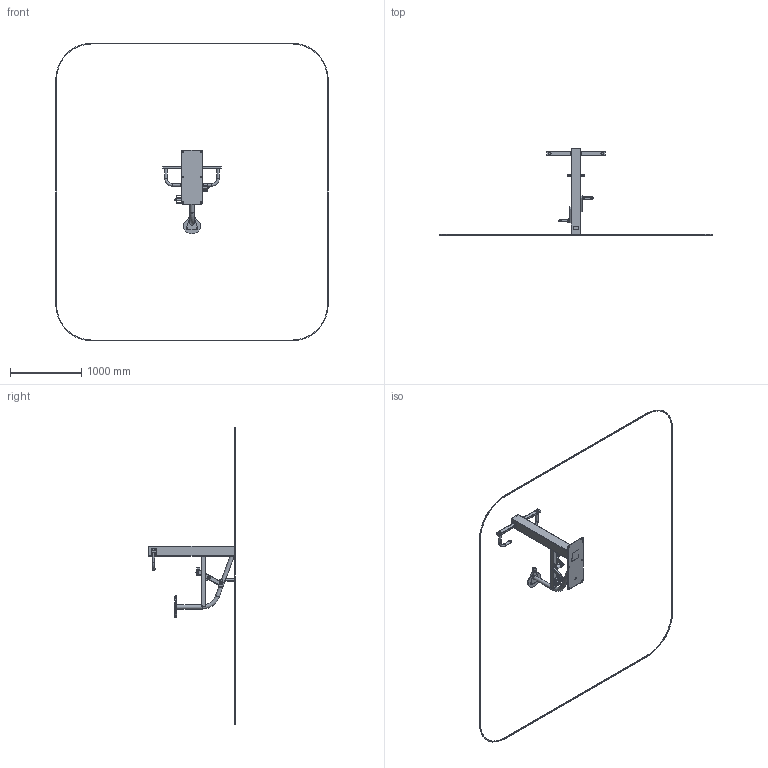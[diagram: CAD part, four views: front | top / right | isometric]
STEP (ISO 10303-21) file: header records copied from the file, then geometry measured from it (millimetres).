
FILE_DESCRIPTION(('STEP AP214'), '1');
FILE_NAME('襝樇馰歑_衵-22狉1', '', ('UNSPECIFIED'), ('UNSPECIFIED'), 'C3D Converter', 'C3D Toolkit', '');
FILE_SCHEMA(('AUTOMOTIVE_DESIGN { 1 0 10303 214 3 1 1}'));
Length unit declared in the file: millimetre
Products named in the file (55): УТ-22Н.1.14.00.00.00; УТ-18Н.1.14.02.00.00; УТ-18Н.1.14.01.02.00; УТ-18Н.1.14.01.01.01; УТ-19Н опора (2020); УТ-14Н.1.14.01.01.03; УТ-14.1.14.01.01.05-01; ММГН-202.01.03; УТ-10.1.14.00.02.02; УТС-03.04.02.00; КР-103.00.03.01; УТС-03.04.02.04; УТС-03.04.02.02; УТ-14.1.14.01.01.06; УТ-14.1.14.01.01.02; УТ-08.1.14.00.01.02; УТ-18Н.1.14.05.00.00; УТ-18Н.1.14.05.01.00; УТ-26Н.1.14.05.01.03; УТ-18Н.1.14.05.01.04; УТ-26Н.1.14.05.01.01; УТС-03.04.01.00; УТС-03.04.01.02; УТС-03.04.01.03; УТС-03.04.01.01; СВЧС; ФК-03.03
Assembly tree (98 placements, depth 6):
  УТ-22Н.1.14.00.00.00
    УТ-18Н.1.14.02.00.00
      УТ-18Н.1.14.01.02.00
        УТ-18Н.1.14.01.01.01
        УТ-19Н опора (2020)
        УТ-14Н.1.14.01.01.03
        УТ-14.1.14.01.01.05-01
        (unnamed)
          ММГН-202.01.03
          УТ-10.1.14.00.02.02
          УТС-03.04.02.00  x2
            КР-103.00.03.01
            (unnamed)
            УТС-03.04.02.04
            УТС-03.04.02.02
        УТ-14.1.14.01.01.06
        УТ-14.1.14.01.01.02  x2
        (unnamed)
        УТ-08.1.14.00.01.02
        УТ-18Н.1.14.05.00.00  x2
          УТ-18Н.1.14.05.01.00
            УТ-26Н.1.14.05.01.03
            УТ-18Н.1.14.05.01.04
            УТ-26Н.1.14.05.01.01
          (unnamed)
          (unnamed)
        (unnamed)  x8
        (unnamed)
      УТС-03.04.01.00  x2
        УТС-03.04.01.02
        УТС-03.04.01.03
        УТС-03.04.01.01
        (unnamed)
          (unnamed)
          (unnamed)
          (unnamed)  x9
          (unnamed)
          (unnamed)
          (unnamed)
        (unnamed)
          (unnamed)
          (unnamed)
          (unnamed)  x9
          (unnamed)
          (unnamed)
        (unnamed)
      СВЧС
    (unnamed)
      (unnamed)
        ФК-03.03  x6
        (unnamed)  x2
        (unnamed)  x3
      (unnamed)  x6
        (unnamed)
        (unnamed)
        (unnamed)
Bounding box: 3826 x 1222 x 4179.74 mm (x, y, z)
Volume: 9915192.2 mm3; surface area: 4276168 mm2
Topology: 104 solids, 104 shells, 1315 faces, 3369 edges, 2230 vertices
Faces by surface type: plane 899, cylinder 304, torus 40, sphere 38, cone 34
Full cylindrical faces by diameter (mm): 3 x8, 8 x4, 8.376 x8, 8.5 x3, 10.5 x8, 12 x4, 13 x16, 15.2 x4, 16.32 x4, 18 x6, 19.5 x4, 20 x15, 23.68 x4, 24 x3, 24.4 x4, 24.8 x2, 25.3 x4, 25.94 x4, 28 x10, 28.2 x2, 28.4 x1, 29 x2, 32 x2, 32.25 x4, 34 x7, 35 x3, 36 x2, 36.06 x4, 37.6 x2, 38.6 x4
Entity records: 26079 total; most frequent: CARTESIAN_POINT 3282, DIRECTION 3076, ORIENTED_EDGE 2590, EDGE_CURVE 1295, AXIS2_PLACEMENT_3D 1129, VERTEX_POINT 940, EDGE_LOOP 853, LINE 818
